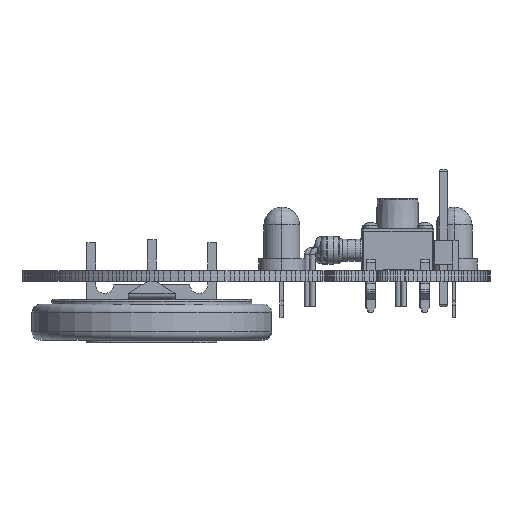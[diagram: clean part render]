
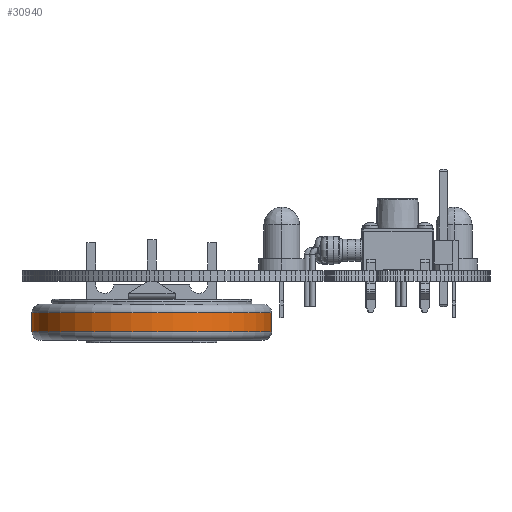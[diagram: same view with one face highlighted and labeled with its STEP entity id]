
A CAD part, left-side view. The second image highlights one B-rep face of the part: STEP entity #30940.
In plain terms, the highlighted cylindrical face has radius 10 mm (diameter 20 mm), a partial arc.
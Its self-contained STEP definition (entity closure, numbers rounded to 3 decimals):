
#30911 = VERTEX_POINT('',#30912);
#30912 = CARTESIAN_POINT('',(-0.05,2.6,-10.));
#30919 = EDGE_CURVE('',#30911,#30920,#30922,.T.);
#30920 = VERTEX_POINT('',#30921);
#30921 = CARTESIAN_POINT('',(-0.05,2.6,10.));
#30922 = CIRCLE('',#30923,10.);
#30923 = AXIS2_PLACEMENT_3D('',#30924,#30925,#30926);
#30924 = CARTESIAN_POINT('',(-0.05,2.6,0.));
#30925 = DIRECTION('',(0.,-1.,0.));
#30926 = DIRECTION('',(0.,0.,1.));
#30940 = ADVANCED_FACE('',(#30941),#30967,.T.);
#30941 = FACE_BOUND('',#30942,.T.);
#30942 = EDGE_LOOP('',(#30943,#30951,#30960,#30966));
#30943 = ORIENTED_EDGE('',*,*,#30944,.F.);
#30944 = EDGE_CURVE('',#30945,#30911,#30947,.T.);
#30945 = VERTEX_POINT('',#30946);
#30946 = CARTESIAN_POINT('',(-0.05,4.2,-10.));
#30947 = LINE('',#30948,#30949);
#30948 = CARTESIAN_POINT('',(-0.05,1.5,-10.));
#30949 = VECTOR('',#30950,1.);
#30950 = DIRECTION('',(0.,-1.,0.));
#30951 = ORIENTED_EDGE('',*,*,#30952,.T.);
#30952 = EDGE_CURVE('',#30945,#30953,#30955,.T.);
#30953 = VERTEX_POINT('',#30954);
#30954 = CARTESIAN_POINT('',(-0.05,4.2,10.));
#30955 = CIRCLE('',#30956,10.);
#30956 = AXIS2_PLACEMENT_3D('',#30957,#30958,#30959);
#30957 = CARTESIAN_POINT('',(-0.05,4.2,0.));
#30958 = DIRECTION('',(0.,-1.,0.));
#30959 = DIRECTION('',(0.,0.,1.));
#30960 = ORIENTED_EDGE('',*,*,#30961,.T.);
#30961 = EDGE_CURVE('',#30953,#30920,#30962,.T.);
#30962 = LINE('',#30963,#30964);
#30963 = CARTESIAN_POINT('',(-0.05,1.5,10.));
#30964 = VECTOR('',#30965,1.);
#30965 = DIRECTION('',(0.,-1.,0.));
#30966 = ORIENTED_EDGE('',*,*,#30919,.F.);
#30967 = CYLINDRICAL_SURFACE('',#30968,10.);
#30968 = AXIS2_PLACEMENT_3D('',#30969,#30970,#30971);
#30969 = CARTESIAN_POINT('',(-0.05,1.5,0.));
#30970 = DIRECTION('',(0.,-1.,0.));
#30971 = DIRECTION('',(0.,0.,1.));
